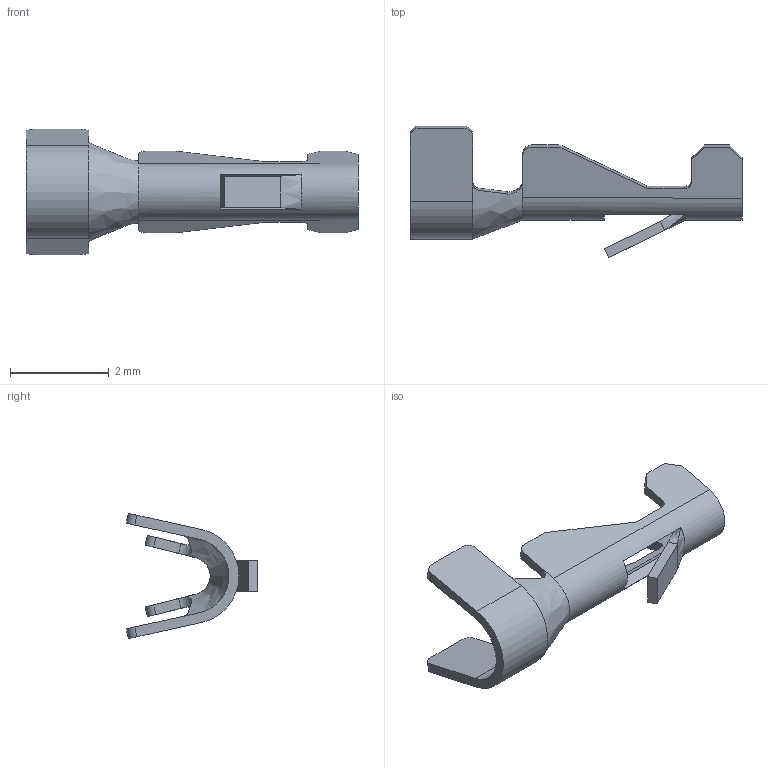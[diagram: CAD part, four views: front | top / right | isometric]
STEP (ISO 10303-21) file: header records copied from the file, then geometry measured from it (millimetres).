
FILE_DESCRIPTION (( 'STEP AP203' ), '1' );
FILE_NAME ('09625.STEP', '2015-02-23T14:40:44', ( '' ), ( '' ), 'SwSTEP 2.0', 'SolidWorks 2014', '' );
FILE_SCHEMA (( 'CONFIG_CONTROL_DESIGN' ));
Length unit declared in the file: inch
Products named in the file (1): 09625
Bounding box: 6.73 x 2.67 x 2.54 mm (x, y, z)
Volume: 4.3 mm3; surface area: 49.6 mm2
Topology: 1 solids, 1 shells, 68 faces, 190 edges, 124 vertices
Faces by surface type: plane 38, cylinder 16, bspline 14
Entity records: 2726 total; most frequent: CARTESIAN_POINT 981, ORIENTED_EDGE 380, DIRECTION 298, EDGE_CURVE 190, VERTEX_POINT 124, VECTOR 122, LINE 122, AXIS2_PLACEMENT_3D 88
